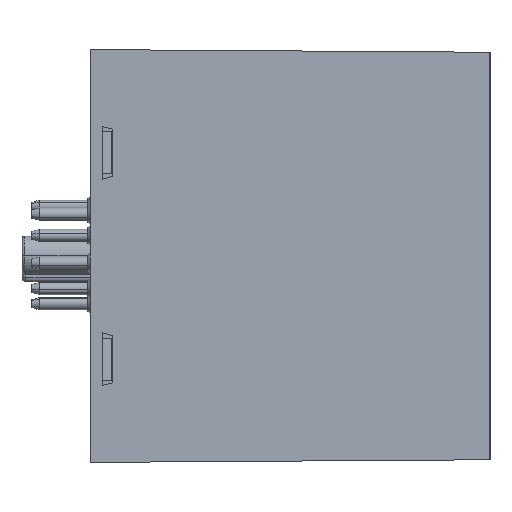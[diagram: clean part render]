
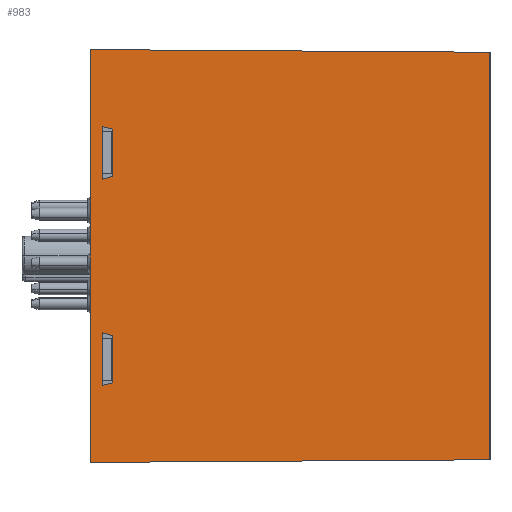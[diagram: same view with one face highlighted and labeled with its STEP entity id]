
A CAD part, left-side view. The second image highlights one B-rep face of the part: STEP entity #983.
In plain terms, the highlighted face is planar.
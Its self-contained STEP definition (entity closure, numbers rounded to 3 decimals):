
#1 = ORIENTED_EDGE ( 'NONE', *, *, #1818, .T. ) ;
#15 = CARTESIAN_POINT ( 'NONE',  ( 23.375, 4.3, -13.472 ) ) ;
#128 = DIRECTION ( 'NONE',  ( -1., 0., 0. ) ) ;
#148 = LINE ( 'NONE', #4172, #1486 ) ;
#193 = EDGE_LOOP ( 'NONE', ( #1, #3621, #5738, #2288 ) ) ;
#206 = AXIS2_PLACEMENT_3D ( 'NONE', #642, #1197, #1643 ) ;
#212 = VERTEX_POINT ( 'NONE', #1635 ) ;
#261 = EDGE_CURVE ( 'NONE', #5701, #3822, #4494, .T. ) ;
#269 = FACE_BOUND ( 'NONE', #193, .T. ) ;
#330 = ORIENTED_EDGE ( 'NONE', *, *, #3397, .T. ) ;
#331 = VECTOR ( 'NONE', #616, 1000. ) ;
#335 = DIRECTION ( 'NONE',  ( -0.243, 0.97, 0.006 ) ) ;
#392 = CARTESIAN_POINT ( 'NONE',  ( 2.777, 86.694, -12.93 ) ) ;
#405 = ORIENTED_EDGE ( 'NONE', *, *, #5833, .T. ) ;
#419 = CARTESIAN_POINT ( 'NONE',  ( -40., 4.3, -13.472 ) ) ;
#616 = DIRECTION ( 'NONE',  ( 1., 0., 0. ) ) ;
#642 = CARTESIAN_POINT ( 'NONE',  ( -40., 76., -13. ) ) ;
#662 = DIRECTION ( 'NONE',  ( -0.243, -0.97, -0.006 ) ) ;
#805 = LINE ( 'NONE', #5861, #3995 ) ;
#814 = CARTESIAN_POINT ( 'NONE',  ( 38., 76., -13. ) ) ;
#850 = DIRECTION ( 'NONE',  ( -0.243, 0.97, 0.006 ) ) ;
#962 = VERTEX_POINT ( 'NONE', #5994 ) ;
#973 = CARTESIAN_POINT ( 'NONE',  ( -40., 2.3, -13.485 ) ) ;
#983 = ADVANCED_FACE ( 'NONE', ( #4771, #269, #1393 ), #3566, .F. ) ;
#1165 = EDGE_CURVE ( 'NONE', #2888, #3411, #1226, .T. ) ;
#1197 = DIRECTION ( 'NONE',  ( 0., -0.007, 1. ) ) ;
#1219 = LINE ( 'NONE', #973, #4774 ) ;
#1226 = LINE ( 'NONE', #392, #2233 ) ;
#1356 = DIRECTION ( 'NONE',  ( -1., 0., 0. ) ) ;
#1360 = VERTEX_POINT ( 'NONE', #5769 ) ;
#1377 = EDGE_CURVE ( 'NONE', #3822, #962, #5010, .T. ) ;
#1393 = FACE_OUTER_BOUND ( 'NONE', #1620, .T. ) ;
#1486 = VECTOR ( 'NONE', #335, 1000. ) ;
#1494 = DIRECTION ( 'NONE',  ( 1., 0., 0. ) ) ;
#1503 = EDGE_CURVE ( 'NONE', #962, #5733, #2367, .T. ) ;
#1562 = VERTEX_POINT ( 'NONE', #2192 ) ;
#1576 = LINE ( 'NONE', #419, #2941 ) ;
#1620 = EDGE_LOOP ( 'NONE', ( #6117, #5561, #4432, #4248 ) ) ;
#1635 = CARTESIAN_POINT ( 'NONE',  ( 14.375, 4.3, -13.472 ) ) ;
#1643 = DIRECTION ( 'NONE',  ( 0., -1., -0.007 ) ) ;
#1818 = EDGE_CURVE ( 'NONE', #3411, #212, #4169, .T. ) ;
#2151 = VECTOR ( 'NONE', #3904, 1000. ) ;
#2169 = CARTESIAN_POINT ( 'NONE',  ( -40., 0., -13.5 ) ) ;
#2192 = CARTESIAN_POINT ( 'NONE',  ( -15.375, 2.3, -13.485 ) ) ;
#2205 = LINE ( 'NONE', #4984, #5144 ) ;
#2233 = VECTOR ( 'NONE', #850, 1000. ) ;
#2240 = VECTOR ( 'NONE', #5809, 1000. ) ;
#2288 = ORIENTED_EDGE ( 'NONE', *, *, #1165, .T. ) ;
#2292 = CARTESIAN_POINT ( 'NONE',  ( -40., 2.3, -13.485 ) ) ;
#2355 = ORIENTED_EDGE ( 'NONE', *, *, #4746, .T. ) ;
#2367 = LINE ( 'NONE', #5917, #4773 ) ;
#2463 = CARTESIAN_POINT ( 'NONE',  ( -39.5, 75.997, -13. ) ) ;
#2526 = CARTESIAN_POINT ( 'NONE',  ( -39.5, 76., -13. ) ) ;
#2641 = CARTESIAN_POINT ( 'NONE',  ( -15.875, 4.3, -13.472 ) ) ;
#2778 = DIRECTION ( 'NONE',  ( 1., 0., 0. ) ) ;
#2888 = VERTEX_POINT ( 'NONE', #5323 ) ;
#2941 = VECTOR ( 'NONE', #5315, 1000. ) ;
#2970 = CARTESIAN_POINT ( 'NONE',  ( -24.875, 4.3, -13.472 ) ) ;
#3303 = ORIENTED_EDGE ( 'NONE', *, *, #3365, .T. ) ;
#3365 = EDGE_CURVE ( 'NONE', #3585, #5023, #1576, .T. ) ;
#3397 = EDGE_CURVE ( 'NONE', #5023, #1360, #805, .T. ) ;
#3411 = VERTEX_POINT ( 'NONE', #15 ) ;
#3483 = EDGE_LOOP ( 'NONE', ( #3303, #330, #405, #2355 ) ) ;
#3566 = PLANE ( 'NONE',  #206 ) ;
#3585 = VERTEX_POINT ( 'NONE', #2641 ) ;
#3621 = ORIENTED_EDGE ( 'NONE', *, *, #4205, .T. ) ;
#3726 = VECTOR ( 'NONE', #1356, 1000. ) ;
#3782 = LINE ( 'NONE', #2292, #5897 ) ;
#3822 = VERTEX_POINT ( 'NONE', #814 ) ;
#3904 = DIRECTION ( 'NONE',  ( 0.007, -1., -0.007 ) ) ;
#3970 = EDGE_CURVE ( 'NONE', #5733, #5701, #4109, .T. ) ;
#3995 = VECTOR ( 'NONE', #4402, 1000. ) ;
#4109 = LINE ( 'NONE', #2463, #2240 ) ;
#4169 = LINE ( 'NONE', #5781, #3726 ) ;
#4172 = CARTESIAN_POINT ( 'NONE',  ( -34.165, 77.459, -12.99 ) ) ;
#4205 = EDGE_CURVE ( 'NONE', #212, #5052, #2205, .T. ) ;
#4248 = ORIENTED_EDGE ( 'NONE', *, *, #3970, .T. ) ;
#4402 = DIRECTION ( 'NONE',  ( -0.243, -0.97, -0.006 ) ) ;
#4422 = CARTESIAN_POINT ( 'NONE',  ( 13.875, 2.3, -13.485 ) ) ;
#4432 = ORIENTED_EDGE ( 'NONE', *, *, #1503, .T. ) ;
#4494 = LINE ( 'NONE', #5046, #331 ) ;
#4746 = EDGE_CURVE ( 'NONE', #1562, #3585, #148, .T. ) ;
#4771 = FACE_BOUND ( 'NONE', #3483, .T. ) ;
#4773 = VECTOR ( 'NONE', #128, 1000. ) ;
#4774 = VECTOR ( 'NONE', #1494, 1000. ) ;
#4894 = EDGE_CURVE ( 'NONE', #5052, #2888, #1219, .T. ) ;
#4984 = CARTESIAN_POINT ( 'NONE',  ( 28.047, 58.989, -13.112 ) ) ;
#5010 = LINE ( 'NONE', #5828, #2151 ) ;
#5023 = VERTEX_POINT ( 'NONE', #2970 ) ;
#5046 = CARTESIAN_POINT ( 'NONE',  ( -40., 76., -13. ) ) ;
#5052 = VERTEX_POINT ( 'NONE', #4422 ) ;
#5144 = VECTOR ( 'NONE', #662, 1000. ) ;
#5315 = DIRECTION ( 'NONE',  ( -1., 0., 0. ) ) ;
#5323 = CARTESIAN_POINT ( 'NONE',  ( 23.875, 2.3, -13.485 ) ) ;
#5561 = ORIENTED_EDGE ( 'NONE', *, *, #1377, .T. ) ;
#5701 = VERTEX_POINT ( 'NONE', #2526 ) ;
#5733 = VERTEX_POINT ( 'NONE', #2169 ) ;
#5738 = ORIENTED_EDGE ( 'NONE', *, *, #4894, .T. ) ;
#5769 = CARTESIAN_POINT ( 'NONE',  ( -25.375, 2.3, -13.485 ) ) ;
#5781 = CARTESIAN_POINT ( 'NONE',  ( -40., 4.3, -13.472 ) ) ;
#5809 = DIRECTION ( 'NONE',  ( 0.007, 1., 0.007 ) ) ;
#5828 = CARTESIAN_POINT ( 'NONE',  ( 37.997, 76.513, -12.997 ) ) ;
#5833 = EDGE_CURVE ( 'NONE', #1360, #1562, #3782, .T. ) ;
#5861 = CARTESIAN_POINT ( 'NONE',  ( -8.894, 68.224, -13.051 ) ) ;
#5897 = VECTOR ( 'NONE', #2778, 1000. ) ;
#5917 = CARTESIAN_POINT ( 'NONE',  ( -40., 0., -13.5 ) ) ;
#5994 = CARTESIAN_POINT ( 'NONE',  ( 38.5, 0., -13.5 ) ) ;
#6117 = ORIENTED_EDGE ( 'NONE', *, *, #261, .T. ) ;
